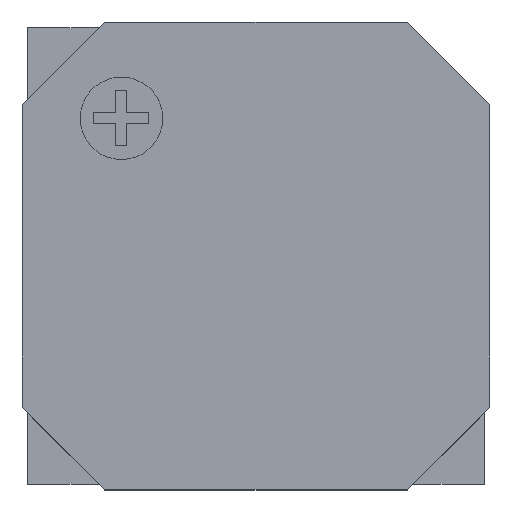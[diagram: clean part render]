
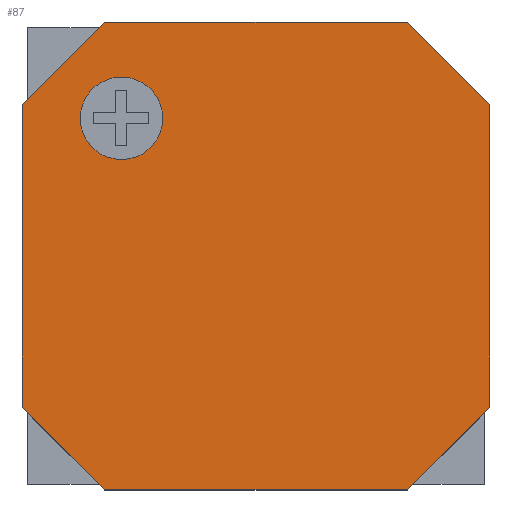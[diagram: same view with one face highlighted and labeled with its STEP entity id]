
A CAD part, top view. The second image highlights one B-rep face of the part: STEP entity #87.
In plain terms, the highlighted planar face has unit normal (0, 0, 1).
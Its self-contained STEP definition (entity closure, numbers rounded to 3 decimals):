
#87 = ADVANCED_FACE( '', ( #194, #195 ), #196, .F. );
#194 = FACE_BOUND( '', #322, .T. );
#195 = FACE_OUTER_BOUND( '', #323, .T. );
#196 = PLANE( '', #324 );
#322 = EDGE_LOOP( '', ( #520 ) );
#323 = EDGE_LOOP( '', ( #521, #522, #523, #524, #525, #526, #527, #528 ) );
#324 = AXIS2_PLACEMENT_3D( '', #529, #530, #531 );
#520 = ORIENTED_EDGE( '', *, *, #831, .T. );
#521 = ORIENTED_EDGE( '', *, *, #832, .F. );
#522 = ORIENTED_EDGE( '', *, *, #801, .F. );
#523 = ORIENTED_EDGE( '', *, *, #833, .F. );
#524 = ORIENTED_EDGE( '', *, *, #795, .F. );
#525 = ORIENTED_EDGE( '', *, *, #834, .F. );
#526 = ORIENTED_EDGE( '', *, *, #835, .F. );
#527 = ORIENTED_EDGE( '', *, *, #836, .F. );
#528 = ORIENTED_EDGE( '', *, *, #837, .F. );
#529 = CARTESIAN_POINT( '', ( 0., 0., 4. ) );
#530 = DIRECTION( '', ( 0., 0., -1. ) );
#531 = DIRECTION( '', ( -1., 0., 0. ) );
#795 = EDGE_CURVE( '', #956, #958, #959, .T. );
#801 = EDGE_CURVE( '', #964, #966, #967, .T. );
#831 = EDGE_CURVE( '', #1016, #1016, #1017, .T. );
#832 = EDGE_CURVE( '', #966, #1018, #1019, .T. );
#833 = EDGE_CURVE( '', #958, #964, #1020, .T. );
#834 = EDGE_CURVE( '', #1021, #956, #1022, .T. );
#835 = EDGE_CURVE( '', #1023, #1021, #1024, .T. );
#836 = EDGE_CURVE( '', #1025, #1023, #1026, .T. );
#837 = EDGE_CURVE( '', #1018, #1025, #1027, .T. );
#956 = VERTEX_POINT( '', #1189 );
#958 = VERTEX_POINT( '', #1192 );
#959 = LINE( '', #1193, #1194 );
#964 = VERTEX_POINT( '', #1201 );
#966 = VERTEX_POINT( '', #1204 );
#967 = LINE( '', #1205, #1206 );
#1016 = VERTEX_POINT( '', #1277 );
#1017 = CIRCLE( '', #1278, 0.75 );
#1018 = VERTEX_POINT( '', #1279 );
#1019 = LINE( '', #1280, #1281 );
#1020 = LINE( '', #1282, #1283 );
#1021 = VERTEX_POINT( '', #1284 );
#1022 = LINE( '', #1285, #1286 );
#1023 = VERTEX_POINT( '', #1287 );
#1024 = LINE( '', #1288, #1289 );
#1025 = VERTEX_POINT( '', #1290 );
#1026 = LINE( '', #1291, #1292 );
#1027 = LINE( '', #1293, #1294 );
#1189 = CARTESIAN_POINT( '', ( -4.25, 2.75, 4. ) );
#1192 = CARTESIAN_POINT( '', ( -2.75, 4.25, 4. ) );
#1193 = CARTESIAN_POINT( '', ( -2.75, 4.25, 4. ) );
#1194 = VECTOR( '', #1446, 1000. );
#1201 = CARTESIAN_POINT( '', ( 2.75, 4.25, 4. ) );
#1204 = CARTESIAN_POINT( '', ( 4.25, 2.75, 4. ) );
#1205 = CARTESIAN_POINT( '', ( 2.75, 4.25, 4. ) );
#1206 = VECTOR( '', #1450, 1000. );
#1277 = CARTESIAN_POINT( '', ( -1.695, 2.5, 4. ) );
#1278 = AXIS2_PLACEMENT_3D( '', #1473, #1474, #1475 );
#1279 = CARTESIAN_POINT( '', ( 4.25, -2.75, 4. ) );
#1280 = CARTESIAN_POINT( '', ( 4.25, 2.75, 4. ) );
#1281 = VECTOR( '', #1476, 1000. );
#1282 = CARTESIAN_POINT( '', ( -2.75, 4.25, 4. ) );
#1283 = VECTOR( '', #1477, 1000. );
#1284 = CARTESIAN_POINT( '', ( -4.25, -2.75, 4. ) );
#1285 = CARTESIAN_POINT( '', ( -4.25, -2.75, 4. ) );
#1286 = VECTOR( '', #1478, 1000. );
#1287 = CARTESIAN_POINT( '', ( -2.75, -4.25, 4. ) );
#1288 = CARTESIAN_POINT( '', ( -4.25, -2.75, 4. ) );
#1289 = VECTOR( '', #1479, 1000. );
#1290 = CARTESIAN_POINT( '', ( 2.75, -4.25, 4. ) );
#1291 = CARTESIAN_POINT( '', ( 2.75, -4.25, 4. ) );
#1292 = VECTOR( '', #1480, 1000. );
#1293 = CARTESIAN_POINT( '', ( 4.25, -2.75, 4. ) );
#1294 = VECTOR( '', #1481, 1000. );
#1446 = DIRECTION( '', ( 0.707, 0.707, 0. ) );
#1450 = DIRECTION( '', ( 0.707, -0.707, 0. ) );
#1473 = CARTESIAN_POINT( '', ( -2.445, 2.5, 4. ) );
#1474 = DIRECTION( '', ( 0., 0., -1. ) );
#1475 = DIRECTION( '', ( 1., 0., 0. ) );
#1476 = DIRECTION( '', ( 0., -1., 0. ) );
#1477 = DIRECTION( '', ( 1., 0., 0. ) );
#1478 = DIRECTION( '', ( 0., 1., 0. ) );
#1479 = DIRECTION( '', ( -0.707, 0.707, 0. ) );
#1480 = DIRECTION( '', ( -1., 0., 0. ) );
#1481 = DIRECTION( '', ( -0.707, -0.707, 0. ) );
